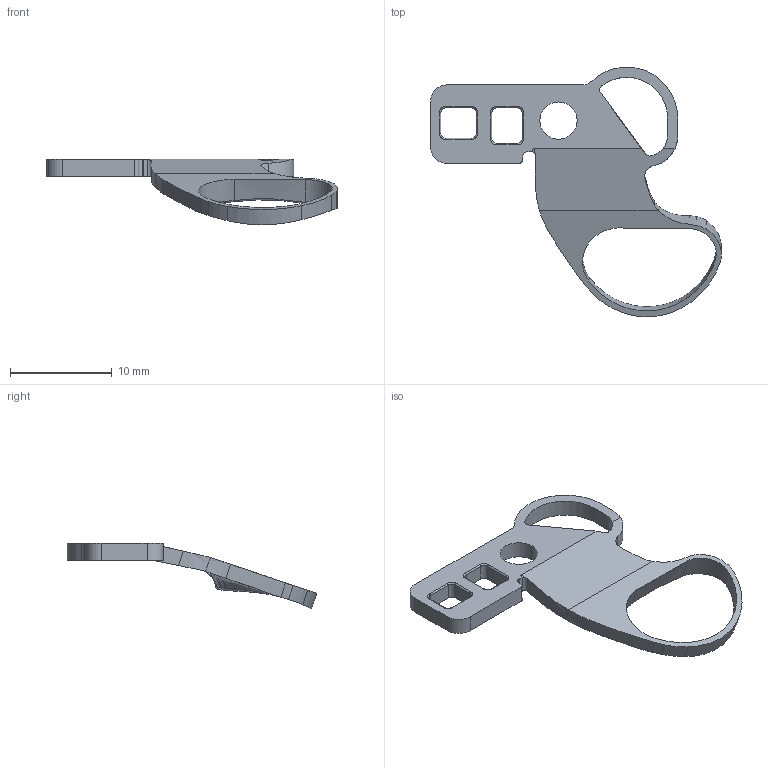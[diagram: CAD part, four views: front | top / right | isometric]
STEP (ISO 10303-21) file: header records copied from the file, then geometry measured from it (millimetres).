
FILE_DESCRIPTION(/* description */ ('STEP AP214'),/* implementation_level */ '2;1');
FILE_NAME(/* name */ '0160-073-00_A_FR.step',/* time_stamp */ '2025-07-21T15:57:37+02:00',/* author */ (''),/* organization */ (''),/* preprocessor_version */ 'ST-DEVELOPER v20.1',/* originating_system */ 'Autodesk Translation Framework v14.10.0.0',/* authorisation */ '');
FILE_SCHEMA (('AUTOMOTIVE_DESIGN { 1 0 10303 214 3 1 1 }'));
Length unit declared in the file: millimetre
Products named in the file (2): 0160-073-00_A; 0160-100-45
Assembly tree (1 placements, depth 2):
  0160-073-00_A
    0160-100-45
Bounding box: 28.55 x 24.5 x 6.44 mm (x, y, z)
Volume: 356.5 mm3; surface area: 825.1 mm2
Topology: 2 solids, 2 shells, 111 faces, 303 edges, 196 vertices
Faces by surface type: bspline 46, cylinder 34, plane 31
Full cylindrical faces by diameter (mm): 3.66 x1
Entity records: 5315 total; most frequent: CARTESIAN_POINT 2708, ORIENTED_EDGE 606, DIRECTION 417, EDGE_CURVE 303, VERTEX_POINT 196, AXIS2_PLACEMENT_3D 145, LINE 127, VECTOR 127
